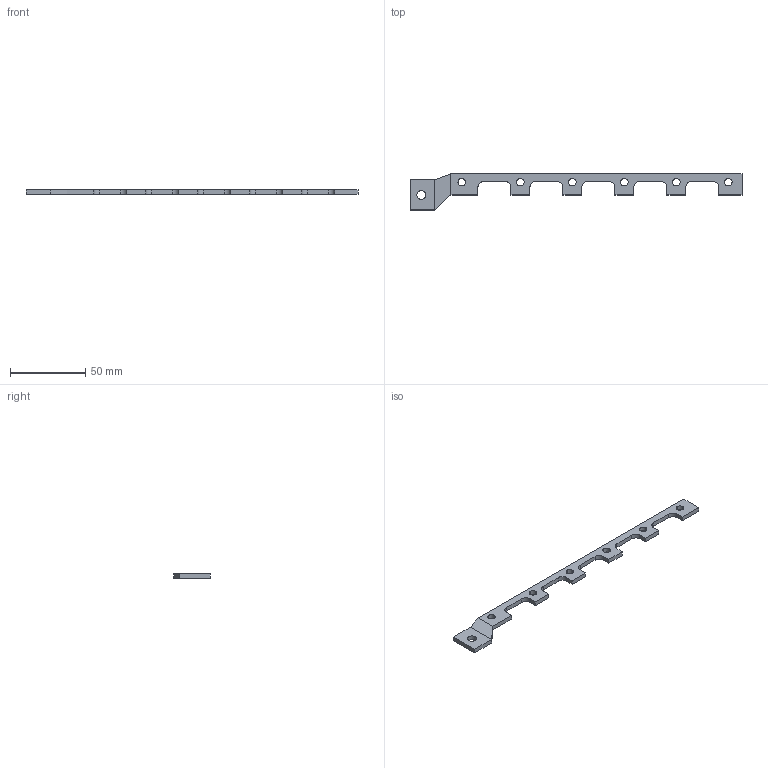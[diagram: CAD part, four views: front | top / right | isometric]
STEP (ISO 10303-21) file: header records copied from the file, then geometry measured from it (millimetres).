
FILE_DESCRIPTION(('CATIA V5 STEP Exchange'),'2;1');
FILE_NAME('Busbar.stp','2019-06-04T11:14:52+00:00',('none'),('none'),'CATIA Version 5-6 Release 2017','CATIA V5 STEP AP203','none');
FILE_SCHEMA(('CONFIG_CONTROL_DESIGN'));
Length unit declared in the file: millimetre
Products named in the file (1): Busbar
Bounding box: 221.31 x 24 x 3 mm (x, y, z)
Volume: 6379.7 mm3; surface area: 6254.2 mm2
Topology: 1 solids, 1 shells, 72 faces, 202 edges, 132 vertices
Faces by surface type: cylinder 38, plane 34
Entity records: 2326 total; most frequent: CARTESIAN_POINT 526, ORIENTED_EDGE 404, DIRECTION 284, EDGE_CURVE 202, VERTEX_POINT 132, VECTOR 125, LINE 125, AXIS2_PLACEMENT_3D 105
